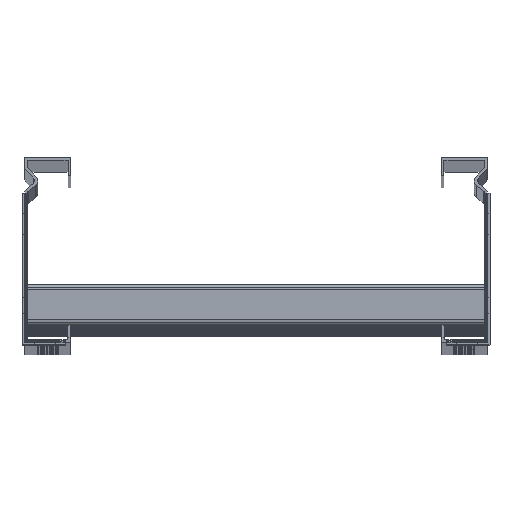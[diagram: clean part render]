
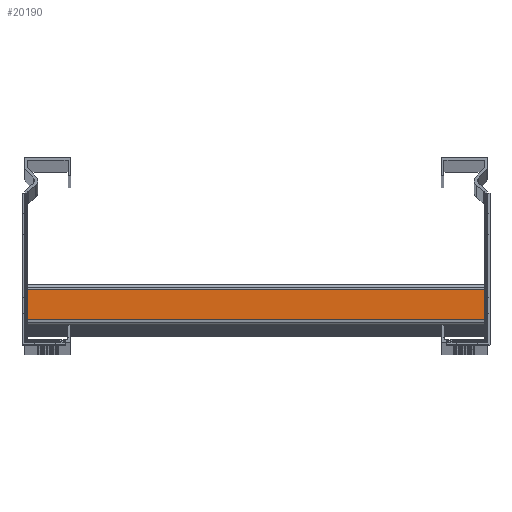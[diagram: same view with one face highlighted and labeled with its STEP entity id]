
A CAD part, top view. The second image highlights one B-rep face of the part: STEP entity #20190.
In plain terms, the highlighted face is planar.
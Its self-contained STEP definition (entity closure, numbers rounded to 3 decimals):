
#396 = VECTOR ( 'NONE', #15425, 1000. ) ;
#684 = DIRECTION ( 'NONE',  ( 0., 0., -1. ) ) ;
#878 = CARTESIAN_POINT ( 'NONE',  ( 18., 2.5, -99. ) ) ;
#1095 = DIRECTION ( 'NONE',  ( 0., 0., -1. ) ) ;
#3624 = LINE ( 'NONE', #4207, #396 ) ;
#4207 = CARTESIAN_POINT ( 'NONE',  ( 18., 18., 99. ) ) ;
#5469 = EDGE_CURVE ( 'NONE', #18737, #18156, #13899, .T. ) ;
#5716 = LINE ( 'NONE', #9075, #19988 ) ;
#6327 = CARTESIAN_POINT ( 'NONE',  ( 18., 15.5, -99. ) ) ;
#6953 = CARTESIAN_POINT ( 'NONE',  ( 18., 15.5, 99. ) ) ;
#7183 = ORIENTED_EDGE ( 'NONE', *, *, #12488, .T. ) ;
#7436 = DIRECTION ( 'NONE',  ( 0., -1., 0. ) ) ;
#8396 = VERTEX_POINT ( 'NONE', #9901 ) ;
#9075 = CARTESIAN_POINT ( 'NONE',  ( 18., 2.5, 99. ) ) ;
#9901 = CARTESIAN_POINT ( 'NONE',  ( 18., 2.5, 99. ) ) ;
#11142 = CARTESIAN_POINT ( 'NONE',  ( 18., 15.5, 99. ) ) ;
#12278 = ORIENTED_EDGE ( 'NONE', *, *, #18676, .T. ) ;
#12443 = DIRECTION ( 'NONE',  ( 0., 0., -1. ) ) ;
#12486 = DIRECTION ( 'NONE',  ( 1., 0., 0. ) ) ;
#12488 = EDGE_CURVE ( 'NONE', #8396, #20145, #5716, .T. ) ;
#12895 = VECTOR ( 'NONE', #684, 1000. ) ;
#13332 = FACE_OUTER_BOUND ( 'NONE', #15179, .T. ) ;
#13899 = LINE ( 'NONE', #6953, #12895 ) ;
#15095 = ORIENTED_EDGE ( 'NONE', *, *, #16187, .F. ) ;
#15179 = EDGE_LOOP ( 'NONE', ( #15095, #19418, #12278, #7183 ) ) ;
#15216 = VECTOR ( 'NONE', #7436, 1000. ) ;
#15289 = CARTESIAN_POINT ( 'NONE',  ( 18., 18., -99. ) ) ;
#15425 = DIRECTION ( 'NONE',  ( 0., -1., 0. ) ) ;
#15781 = CARTESIAN_POINT ( 'NONE',  ( 18., 18., 99. ) ) ;
#16187 = EDGE_CURVE ( 'NONE', #18156, #20145, #18211, .T. ) ;
#18134 = AXIS2_PLACEMENT_3D ( 'NONE', #15781, #12486, #1095 ) ;
#18156 = VERTEX_POINT ( 'NONE', #6327 ) ;
#18211 = LINE ( 'NONE', #15289, #15216 ) ;
#18676 = EDGE_CURVE ( 'NONE', #18737, #8396, #3624, .T. ) ;
#18737 = VERTEX_POINT ( 'NONE', #11142 ) ;
#18907 = PLANE ( 'NONE',  #18134 ) ;
#19418 = ORIENTED_EDGE ( 'NONE', *, *, #5469, .F. ) ;
#19988 = VECTOR ( 'NONE', #12443, 1000. ) ;
#20145 = VERTEX_POINT ( 'NONE', #878 ) ;
#20190 = ADVANCED_FACE ( 'NONE', ( #13332 ), #18907, .T. ) ;
